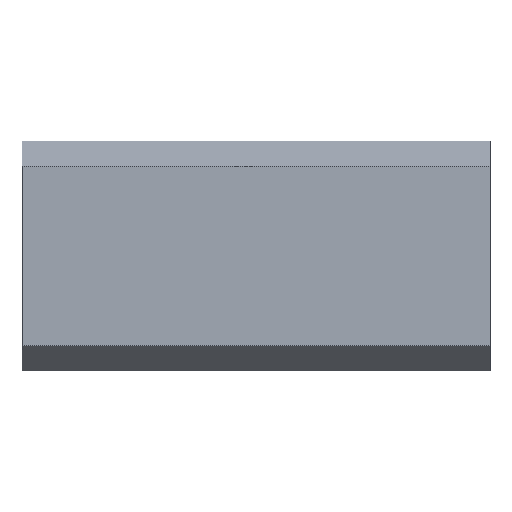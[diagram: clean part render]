
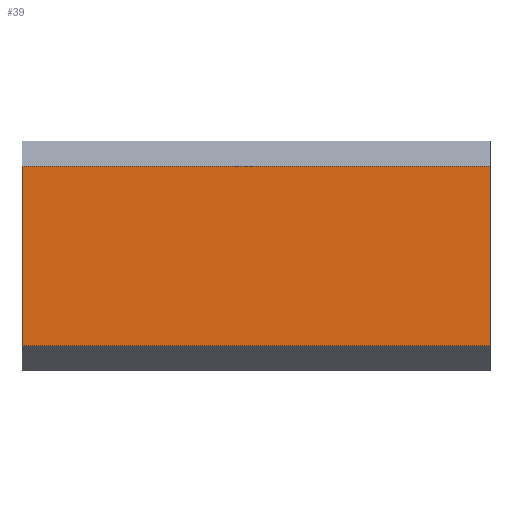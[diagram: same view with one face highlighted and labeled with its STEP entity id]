
A CAD part, top view. The second image highlights one B-rep face of the part: STEP entity #39.
In plain terms, the highlighted planar face has unit normal (0, 0, 1).
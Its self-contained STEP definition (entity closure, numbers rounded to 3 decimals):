
#39=ADVANCED_FACE('',(#70),#55,.T.);
#55=PLANE('',#337);
#70=FACE_OUTER_BOUND('',#86,.T.);
#86=EDGE_LOOP('',(#114,#115,#116,#117));
#114=ORIENTED_EDGE('',*,*,#223,.T.);
#115=ORIENTED_EDGE('',*,*,#225,.T.);
#116=ORIENTED_EDGE('',*,*,#226,.T.);
#117=ORIENTED_EDGE('',*,*,#227,.T.);
#194=VERTEX_POINT('',#454);
#195=VERTEX_POINT('',#456);
#196=VERTEX_POINT('',#460);
#197=VERTEX_POINT('',#462);
#223=EDGE_CURVE('',#195,#194,#265,.T.);
#225=EDGE_CURVE('',#194,#196,#267,.T.);
#226=EDGE_CURVE('',#196,#197,#268,.T.);
#227=EDGE_CURVE('',#197,#195,#269,.T.);
#265=LINE('',#455,#305);
#267=LINE('',#459,#307);
#268=LINE('',#461,#308);
#269=LINE('',#463,#309);
#305=VECTOR('',#368,1.);
#307=VECTOR('',#372,1.);
#308=VECTOR('',#373,1.);
#309=VECTOR('',#374,1.);
#337=AXIS2_PLACEMENT_3D('',#464,#375,#376);
#368=DIRECTION('',(0.,-1.,0.));
#372=DIRECTION('',(1.,0.,0.));
#373=DIRECTION('',(0.,1.,0.));
#374=DIRECTION('',(-1.,0.,0.));
#375=DIRECTION('',(0.,0.,1.));
#376=DIRECTION('',(1.,0.,0.));
#454=CARTESIAN_POINT('',(-96.,-21.072,12.));
#455=CARTESIAN_POINT('',(-96.,0.,12.));
#456=CARTESIAN_POINT('',(-96.,21.072,12.));
#459=CARTESIAN_POINT('',(14.,-21.072,12.));
#460=CARTESIAN_POINT('',(14.,-21.072,12.));
#461=CARTESIAN_POINT('',(14.,0.,12.));
#462=CARTESIAN_POINT('',(14.,21.072,12.));
#463=CARTESIAN_POINT('',(14.,21.072,12.));
#464=CARTESIAN_POINT('',(14.,0.,12.));
